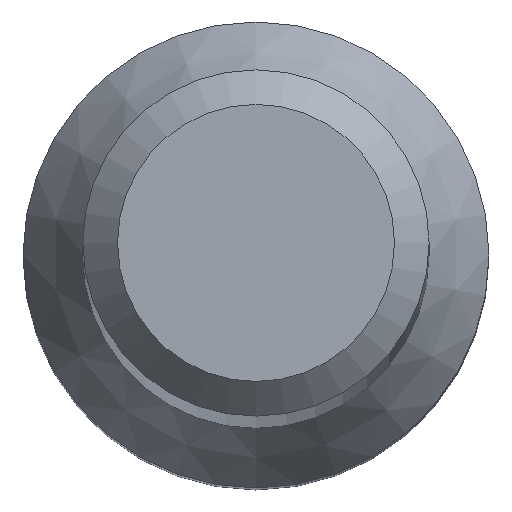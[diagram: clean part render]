
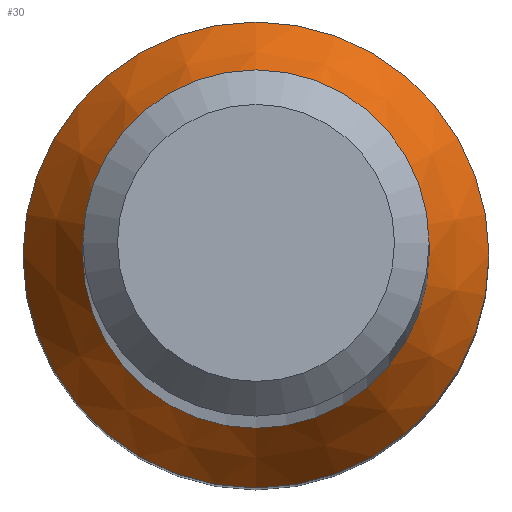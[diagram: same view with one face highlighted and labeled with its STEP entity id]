
A CAD part, top view. The second image highlights one B-rep face of the part: STEP entity #30.
In plain terms, the highlighted conical face has half-angle 30 degrees and reference radius 2.019 mm.
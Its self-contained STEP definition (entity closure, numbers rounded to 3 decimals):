
#21 = AXIS2_PLACEMENT_3D ( 'NONE', #44, #118, #202 ) ;
#30 = ADVANCED_FACE ( 'NONE', ( #125, #198 ), #231, .T. ) ;
#31 = CARTESIAN_POINT ( 'NONE',  ( 0., 0., 11.083 ) ) ;
#41 = EDGE_CURVE ( 'NONE', #130, #130, #134, .T. ) ;
#44 = CARTESIAN_POINT ( 'NONE',  ( 0., 0., 10.184 ) ) ;
#55 = CARTESIAN_POINT ( 'NONE',  ( 0., 2.019, 10.184 ) ) ;
#63 = EDGE_LOOP ( 'NONE', ( #178 ) ) ;
#79 = VERTEX_POINT ( 'NONE', #173 ) ;
#97 = DIRECTION ( 'NONE',  ( 0., 0., -1. ) ) ;
#109 = AXIS2_PLACEMENT_3D ( 'NONE', #201, #157, #138 ) ;
#110 = ORIENTED_EDGE ( 'NONE', *, *, #41, .F. ) ;
#116 = DIRECTION ( 'NONE',  ( 0., 1., 0. ) ) ;
#118 = DIRECTION ( 'NONE',  ( 0., 0., -1. ) ) ;
#125 = FACE_BOUND ( 'NONE', #63, .T. ) ;
#129 = EDGE_CURVE ( 'NONE', #79, #79, #197, .T. ) ;
#130 = VERTEX_POINT ( 'NONE', #55 ) ;
#134 = CIRCLE ( 'NONE', #21, 2.019 ) ;
#138 = DIRECTION ( 'NONE',  ( 0., 1., 0. ) ) ;
#157 = DIRECTION ( 'NONE',  ( 0., 0., -1. ) ) ;
#169 = AXIS2_PLACEMENT_3D ( 'NONE', #31, #97, #116 ) ;
#173 = CARTESIAN_POINT ( 'NONE',  ( 0., 1.5, 11.083 ) ) ;
#178 = ORIENTED_EDGE ( 'NONE', *, *, #129, .T. ) ;
#197 = CIRCLE ( 'NONE', #169, 1.5 ) ;
#198 = FACE_OUTER_BOUND ( 'NONE', #214, .T. ) ;
#201 = CARTESIAN_POINT ( 'NONE',  ( 0., 0., 10.184 ) ) ;
#202 = DIRECTION ( 'NONE',  ( 0., 1., 0. ) ) ;
#214 = EDGE_LOOP ( 'NONE', ( #110 ) ) ;
#231 = CONICAL_SURFACE ( 'NONE', #109, 2.019, 0.524 ) ;
